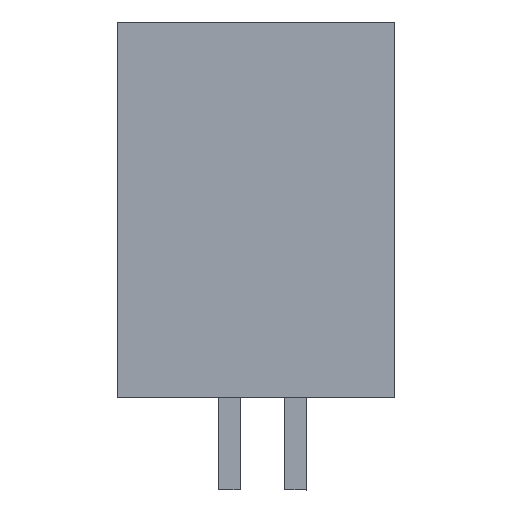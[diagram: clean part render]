
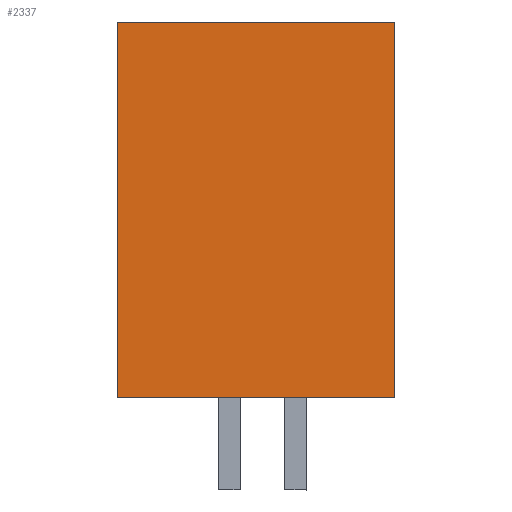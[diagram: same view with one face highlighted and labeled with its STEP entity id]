
A CAD part, left-side view. The second image highlights one B-rep face of the part: STEP entity #2337.
In plain terms, the highlighted planar face has unit normal (-1, 0, 0).
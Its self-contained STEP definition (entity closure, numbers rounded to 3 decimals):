
#2317=AXIS2_PLACEMENT_3D('Plane Axis2P3D',#2314,#2315,#2316) ;
#562=CARTESIAN_POINT('Vertex',(0.,0.,3.5)) ;
#565=CARTESIAN_POINT('Line Origine',(0.,5.25,3.5)) ;
#569=CARTESIAN_POINT('Vertex',(0.,10.5,3.5)) ;
#1355=CARTESIAN_POINT('Line Origine',(0.,0.,10.6)) ;
#1359=CARTESIAN_POINT('Vertex',(0.,0.,17.7)) ;
#2314=CARTESIAN_POINT('Axis2P3D Location',(0.,10.5,0.)) ;
#2319=CARTESIAN_POINT('Line Origine',(0.,10.5,10.6)) ;
#2323=CARTESIAN_POINT('Vertex',(0.,10.5,17.7)) ;
#2326=CARTESIAN_POINT('Line Origine',(0.,5.25,17.7)) ;
#566=DIRECTION('Vector Direction',(0.,-1.,0.)) ;
#1356=DIRECTION('Vector Direction',(0.,0.,1.)) ;
#2315=DIRECTION('Axis2P3D Direction',(-1.,0.,0.)) ;
#2316=DIRECTION('Axis2P3D XDirection',(0.,-1.,0.)) ;
#2320=DIRECTION('Vector Direction',(0.,0.,1.)) ;
#2327=DIRECTION('Vector Direction',(0.,-1.,0.)) ;
#567=VECTOR('Line Direction',#566,1.) ;
#1357=VECTOR('Line Direction',#1356,1.) ;
#2321=VECTOR('Line Direction',#2320,1.) ;
#2328=VECTOR('Line Direction',#2327,1.) ;
#2332=ORIENTED_EDGE('',*,*,#2325,.T.) ;
#2333=ORIENTED_EDGE('',*,*,#571,.T.) ;
#2334=ORIENTED_EDGE('',*,*,#1361,.T.) ;
#2335=ORIENTED_EDGE('',*,*,#2330,.T.) ;
#2337=ADVANCED_FACE('HOUSING',(#2336),#2318,.T.) ;
#571=EDGE_CURVE('',#570,#563,#568,.T.) ;
#1361=EDGE_CURVE('',#563,#1360,#1358,.T.) ;
#2325=EDGE_CURVE('',#2324,#570,#2322,.F.) ;
#2330=EDGE_CURVE('',#1360,#2324,#2329,.F.) ;
#2331=EDGE_LOOP('',(#2332,#2333,#2334,#2335)) ;
#2336=FACE_OUTER_BOUND('',#2331,.T.) ;
#568=LINE('Line',#565,#567) ;
#1358=LINE('Line',#1355,#1357) ;
#2322=LINE('Line',#2319,#2321) ;
#2329=LINE('Line',#2326,#2328) ;
#2318=PLANE('',#2317) ;
#563=VERTEX_POINT('',#562) ;
#570=VERTEX_POINT('',#569) ;
#1360=VERTEX_POINT('',#1359) ;
#2324=VERTEX_POINT('',#2323) ;
